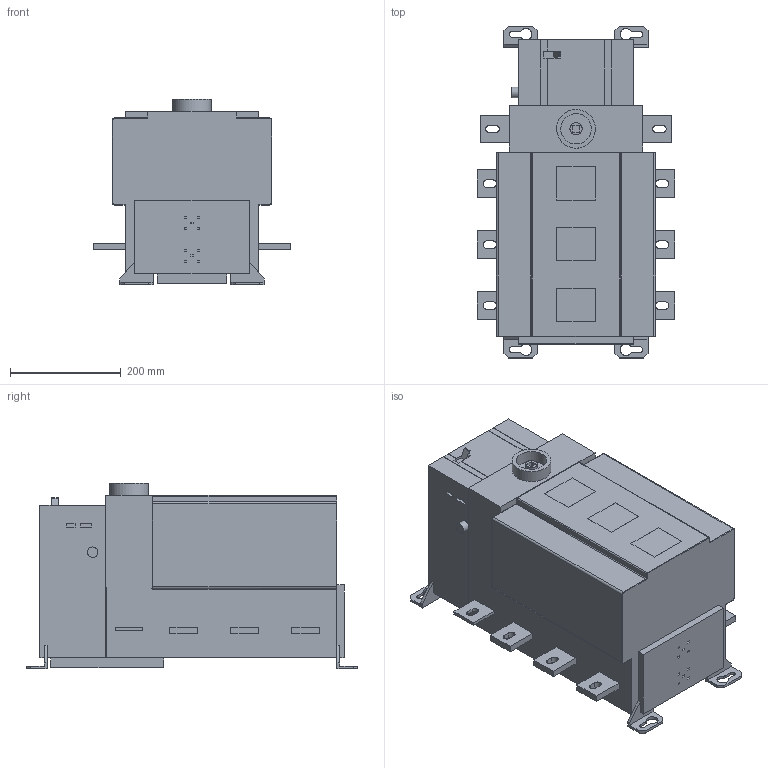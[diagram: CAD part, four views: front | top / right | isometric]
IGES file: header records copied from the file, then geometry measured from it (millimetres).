
Global section: file name: OSM1250_3N3.igs; preprocessor: I-DEAS 3D IGES Translator 11; date: 20090114.095319; units: millimetre
Bounding box: 355.94 x 599 x 335.2 mm (x, y, z)
Volume: 39343139 mm3; surface area: 858041.9 mm2
Topology: 1 solids, 1 shells, 342 faces, 935 edges, 676 vertices
Faces by surface type: bspline 342
